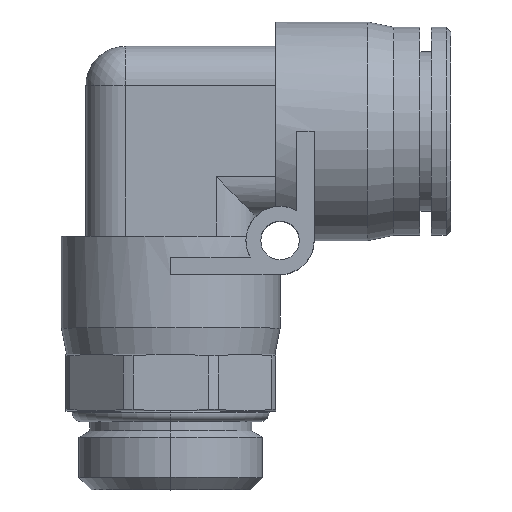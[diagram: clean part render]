
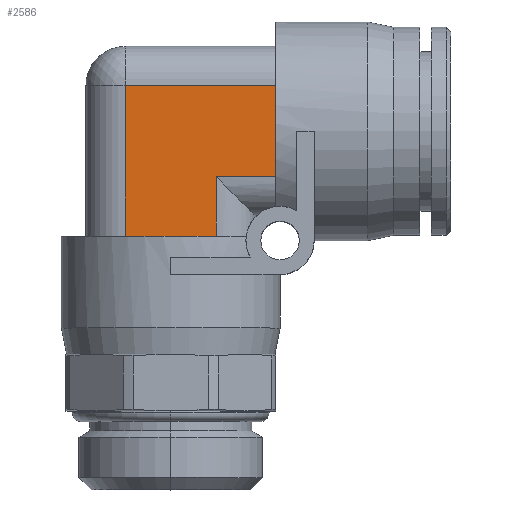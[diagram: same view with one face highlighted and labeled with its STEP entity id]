
A CAD part, top view. The second image highlights one B-rep face of the part: STEP entity #2586.
In plain terms, the highlighted planar face has unit normal (0, 0, 1).
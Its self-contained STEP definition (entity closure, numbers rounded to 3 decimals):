
#626=DIRECTION('',(1.,0.,0.));
#627=VECTOR('',#626,10.4);
#628=CARTESIAN_POINT('',(-5.2,-12.,9.7));
#629=LINE('',#628,#627);
#699=DIRECTION('',(0.,1.,0.));
#700=VECTOR('',#699,6.8);
#701=CARTESIAN_POINT('',(5.2,-12.,9.7));
#702=LINE('',#701,#700);
#714=DIRECTION('',(-1.,0.,0.));
#715=VECTOR('',#714,17.2);
#716=CARTESIAN_POINT('',(12.,5.2,9.7));
#717=LINE('',#716,#715);
#718=DIRECTION('',(0.,1.,0.));
#719=VECTOR('',#718,17.2);
#720=CARTESIAN_POINT('',(-5.2,-12.,9.7));
#721=LINE('',#720,#719);
#862=DIRECTION('',(0.,-1.,0.));
#863=VECTOR('',#862,10.4);
#864=CARTESIAN_POINT('',(12.,5.2,9.7));
#865=LINE('',#864,#863);
#900=DIRECTION('',(-1.,0.,0.));
#901=VECTOR('',#900,6.8);
#902=CARTESIAN_POINT('',(12.,-5.2,9.7));
#903=LINE('',#902,#901);
#1364=CARTESIAN_POINT('',(12.,5.2,9.7));
#1366=VERTEX_POINT('',#1364);
#1367=CARTESIAN_POINT('',(12.,-5.2,9.7));
#1368=VERTEX_POINT('',#1367);
#1382=CARTESIAN_POINT('',(-5.2,-12.,9.7));
#1384=VERTEX_POINT('',#1382);
#1385=CARTESIAN_POINT('',(5.2,-12.,9.7));
#1386=VERTEX_POINT('',#1385);
#1393=CARTESIAN_POINT('',(5.2,-5.2,9.7));
#1394=VERTEX_POINT('',#1393);
#1398=CARTESIAN_POINT('',(-5.2,5.2,9.7));
#1400=VERTEX_POINT('',#1398);
#2569=CARTESIAN_POINT('',(25.5,5.2,9.7));
#2570=DIRECTION('',(0.,0.,1.));
#2571=DIRECTION('',(0.,-1.,0.));
#2572=AXIS2_PLACEMENT_3D('',#2569,#2570,#2571);
#2573=PLANE('',#2572);
#2575=ORIENTED_EDGE('',*,*,#2574,.F.);
#2577=ORIENTED_EDGE('',*,*,#2576,.T.);
#2579=ORIENTED_EDGE('',*,*,#2578,.T.);
#2580=ORIENTED_EDGE('',*,*,#2560,.F.);
#2581=ORIENTED_EDGE('',*,*,#2450,.F.);
#2583=ORIENTED_EDGE('',*,*,#2582,.T.);
#2584=EDGE_LOOP('',(#2575,#2577,#2579,#2580,#2581,#2583));
#2585=FACE_OUTER_BOUND('',#2584,.F.);
#2586=ADVANCED_FACE('',(#2585),#2573,.T.);
#2450=EDGE_CURVE('',#1384,#1386,#629,.T.);
#2560=EDGE_CURVE('',#1386,#1394,#702,.T.);
#2574=EDGE_CURVE('',#1366,#1400,#717,.T.);
#2576=EDGE_CURVE('',#1366,#1368,#865,.T.);
#2578=EDGE_CURVE('',#1368,#1394,#903,.T.);
#2582=EDGE_CURVE('',#1384,#1400,#721,.T.);
